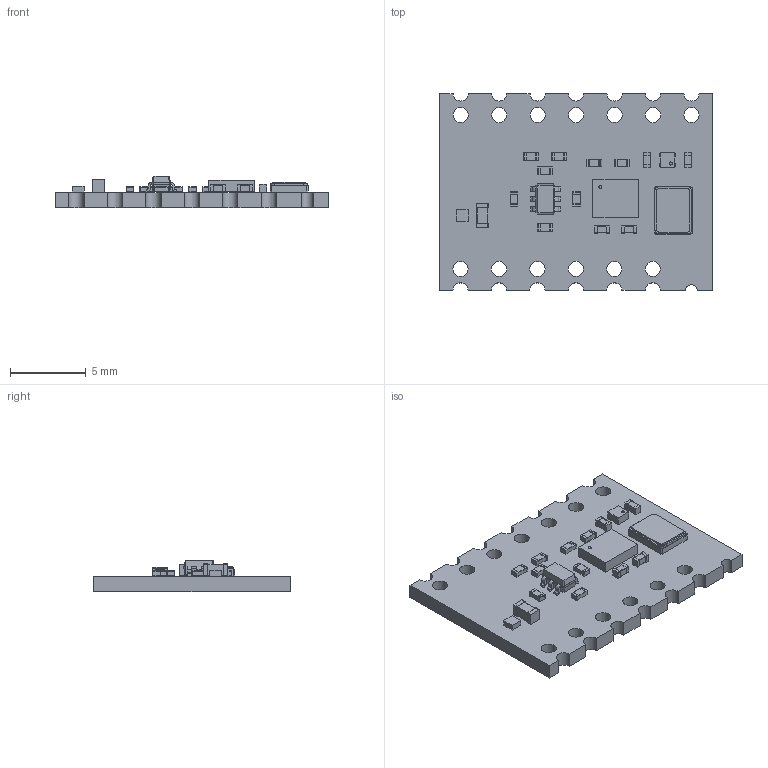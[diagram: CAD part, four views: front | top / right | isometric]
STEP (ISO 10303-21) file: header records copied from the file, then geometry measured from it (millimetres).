
FILE_DESCRIPTION(('KiCad electronic assembly'),'2;1');
FILE_NAME('MumoDSR.step','2025-01-20T19:15:40',('Pcbnew'),('Kicad'), 'Open CASCADE STEP processor 7.8','KiCad to STEP converter','Unknown' );
FILE_SCHEMA(('AUTOMOTIVE_DESIGN { 1 0 10303 214 1 1 1 1 }'));
Length unit declared in the file: millimetre
Products named in the file (18): MumoDSR 1; UDFN-4-1EP_1x1mm_P0.65mm_EP0.48x0.48mm; DFN_4_1EP_1x1mm_P065mm_EP05x05mm; C_0402_1005Metric; SOT-363_SC-70-6; SOT_363_SC_70_6; R_0402_1005Metric; Bosch_LGA-14_3x2.5mm_P0.5mm; Bosch_LGA_14_3x25mm_P05mm; C_0603_1608Metric; IST8306; (Unsaved); Crystal_SMD_3225-4Pin_3.2x2.5mm; Mumo_PCB
Assembly tree (27 placements, depth 3):
  MumoDSR 1
    UDFN-4-1EP_1x1mm_P0.65mm_EP0.48x0.48mm
      DFN_4_1EP_1x1mm_P065mm_EP05x05mm
    C_0402_1005Metric  x4
      C_0402_1005Metric
    SOT-363_SC-70-6
      SOT_363_SC_70_6
    R_0402_1005Metric  x8
      R_0402_1005Metric
    Bosch_LGA-14_3x2.5mm_P0.5mm
      Bosch_LGA_14_3x25mm_P05mm
    C_0603_1608Metric
      C_0603_1608Metric
    IST8306
      (Unsaved)
    Crystal_SMD_3225-4Pin_3.2x2.5mm
      Crystal_SMD_3225-4Pin_3.2x2.5mm
    Mumo_PCB
Bounding box: 18 x 13 x 2.1 mm (x, y, z)
Volume: 235.3 mm3; surface area: 647.5 mm2
Topology: 19 solids, 19 shells, 673 faces, 1726 edges, 1120 vertices
Faces by surface type: plane 447, cylinder 196, bspline 30
Full cylindrical faces by diameter (mm): 0.2 x2, 1 x13
Entity records: 14990 total; most frequent: CARTESIAN_POINT 2259, ORIENTED_EDGE 2068, DIRECTION 2020, EDGE_CURVE 1034, LINE 794, VECTOR 794, VERTEX_POINT 668, AXIS2_PLACEMENT_3D 613
